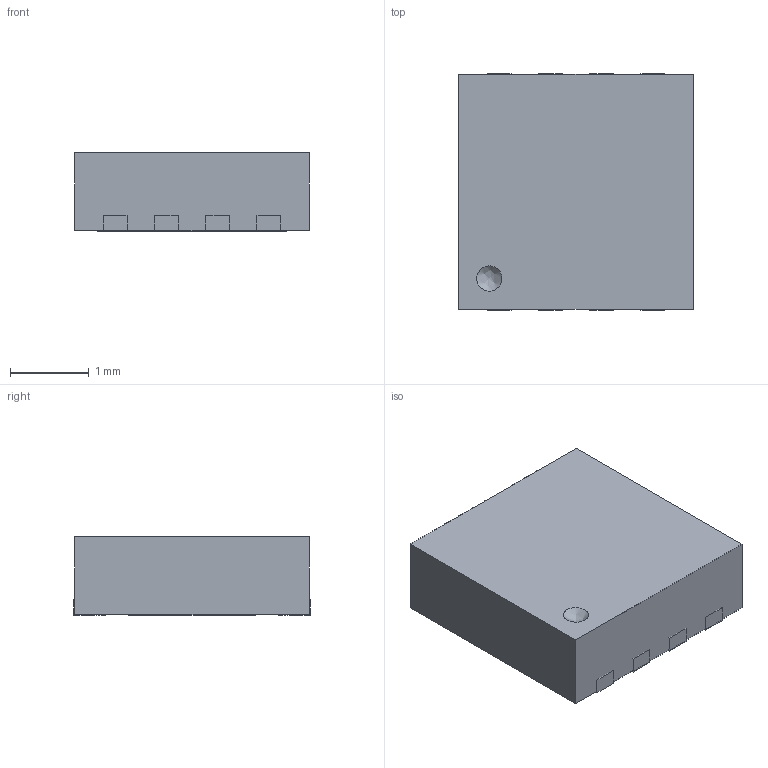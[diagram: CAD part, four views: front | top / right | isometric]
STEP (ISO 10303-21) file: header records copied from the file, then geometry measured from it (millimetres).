
FILE_DESCRIPTION (( 'STEP AP214' ), '1' );
FILE_NAME ('User Library-HVSON-8.STEP', '2022-06-03T17:01:35', ( '' ), ( '' ), 'SwSTEP 2.0', 'SolidWorks 2021', '' );
FILE_SCHEMA (( 'AUTOMOTIVE_DESIGN' ));
Length unit declared in the file: millimetre
Products named in the file (3): User Library-HVSON-8; Fusion; Cut
Assembly tree (2 placements, depth 2):
  User Library-HVSON-8
    Fusion
    Cut
Bounding box: 2.98 x 3 x 1 mm (x, y, z)
Surface area: 42.7 mm2
Topology: 10 solids, 10 shells, 77 faces, 170 edges, 114 vertices
Faces by surface type: plane 60, cylinder 16, bspline 1
Entity records: 3208 total; most frequent: CARTESIAN_POINT 441, DIRECTION 362, ORIENTED_EDGE 340, EDGE_CURVE 170, VECTOR 136, LINE 136, VERTEX_POINT 114, AXIS2_PLACEMENT_3D 113
